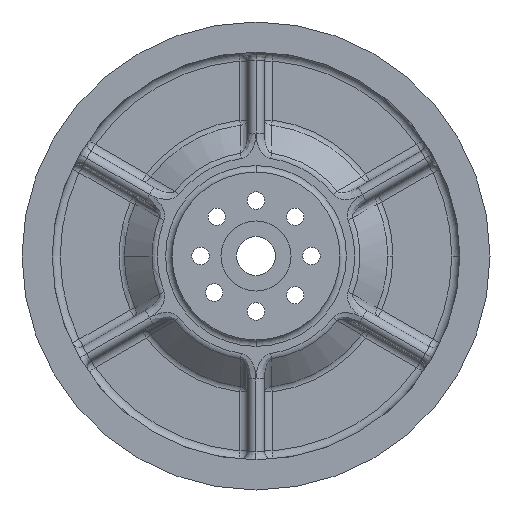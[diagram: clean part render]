
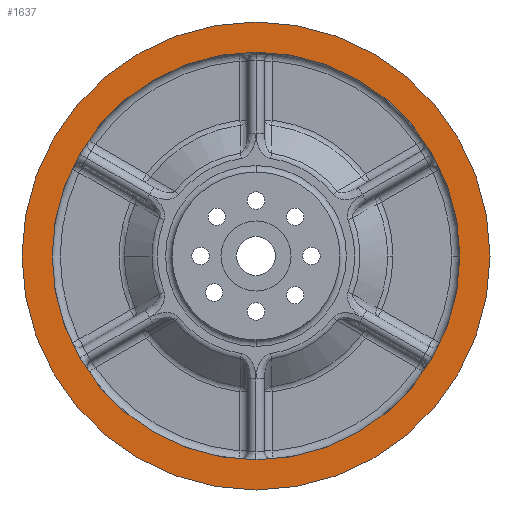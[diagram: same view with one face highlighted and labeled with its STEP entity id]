
A CAD part, front view. The second image highlights one B-rep face of the part: STEP entity #1637.
In plain terms, the highlighted planar face has unit normal (0, -1, 0).
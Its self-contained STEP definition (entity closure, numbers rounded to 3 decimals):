
#6 = DIRECTION ( 'NONE',  ( 0., 1., 0. ) ) ;
#739 = VERTEX_POINT ( 'NONE', #1872 ) ;
#867 = FACE_OUTER_BOUND ( 'NONE', #5647, .T. ) ;
#928 = ORIENTED_EDGE ( 'NONE', *, *, #6729, .T. ) ;
#941 = DIRECTION ( 'NONE',  ( 1., 0., 0. ) ) ;
#1184 = CARTESIAN_POINT ( 'NONE',  ( 0., 0., 0. ) ) ;
#1393 = VERTEX_POINT ( 'NONE', #6429 ) ;
#1637 = ADVANCED_FACE ( 'NONE', ( #8793, #867 ), #4385, .F. ) ;
#1872 = CARTESIAN_POINT ( 'NONE',  ( 125., 0., 0. ) ) ;
#1920 = DIRECTION ( 'NONE',  ( 0., 0., -1. ) ) ;
#1952 = AXIS2_PLACEMENT_3D ( 'NONE', #1184, #4713, #8252 ) ;
#2166 = AXIS2_PLACEMENT_3D ( 'NONE', #3280, #6817, #10334 ) ;
#2203 = ORIENTED_EDGE ( 'NONE', *, *, #6889, .T. ) ;
#2923 = EDGE_LOOP ( 'NONE', ( #11266, #6271 ) ) ;
#3280 = CARTESIAN_POINT ( 'NONE',  ( 0., 0., 0. ) ) ;
#3523 = DIRECTION ( 'NONE',  ( 0., 0., 1. ) ) ;
#4075 = AXIS2_PLACEMENT_3D ( 'NONE', #7929, #6, #3523 ) ;
#4385 = PLANE ( 'NONE',  #4075 ) ;
#4713 = DIRECTION ( 'NONE',  ( 0., -1., 0. ) ) ;
#4831 = CIRCLE ( 'NONE', #6291, 143.5 ) ;
#5005 = VERTEX_POINT ( 'NONE', #8910 ) ;
#5083 = AXIS2_PLACEMENT_3D ( 'NONE', #5331, #8867, #941 ) ;
#5331 = CARTESIAN_POINT ( 'NONE',  ( 0., 0., 0. ) ) ;
#5647 = EDGE_LOOP ( 'NONE', ( #2203, #928 ) ) ;
#6111 = CARTESIAN_POINT ( 'NONE',  ( 0., 0., 143.5 ) ) ;
#6271 = ORIENTED_EDGE ( 'NONE', *, *, #10544, .F. ) ;
#6291 = AXIS2_PLACEMENT_3D ( 'NONE', #6318, #9852, #1920 ) ;
#6318 = CARTESIAN_POINT ( 'NONE',  ( 0., 0., 0. ) ) ;
#6429 = CARTESIAN_POINT ( 'NONE',  ( 0., 0., -143.5 ) ) ;
#6729 = EDGE_CURVE ( 'NONE', #9200, #1393, #7152, .T. ) ;
#6817 = DIRECTION ( 'NONE',  ( 0., -1., 0. ) ) ;
#6889 = EDGE_CURVE ( 'NONE', #1393, #9200, #4831, .T. ) ;
#6961 = CIRCLE ( 'NONE', #1952, 125. ) ;
#7152 = CIRCLE ( 'NONE', #2166, 143.5 ) ;
#7929 = CARTESIAN_POINT ( 'NONE',  ( -94.5, 0., 0. ) ) ;
#8252 = DIRECTION ( 'NONE',  ( 1., 0., 0. ) ) ;
#8312 = EDGE_CURVE ( 'NONE', #739, #5005, #6961, .T. ) ;
#8793 = FACE_BOUND ( 'NONE', #2923, .T. ) ;
#8867 = DIRECTION ( 'NONE',  ( 0., -1., 0. ) ) ;
#8910 = CARTESIAN_POINT ( 'NONE',  ( -125., 0., 0. ) ) ;
#9200 = VERTEX_POINT ( 'NONE', #6111 ) ;
#9852 = DIRECTION ( 'NONE',  ( 0., -1., 0. ) ) ;
#10060 = CIRCLE ( 'NONE', #5083, 125. ) ;
#10334 = DIRECTION ( 'NONE',  ( 0., 0., -1. ) ) ;
#10544 = EDGE_CURVE ( 'NONE', #5005, #739, #10060, .T. ) ;
#11266 = ORIENTED_EDGE ( 'NONE', *, *, #8312, .F. ) ;
